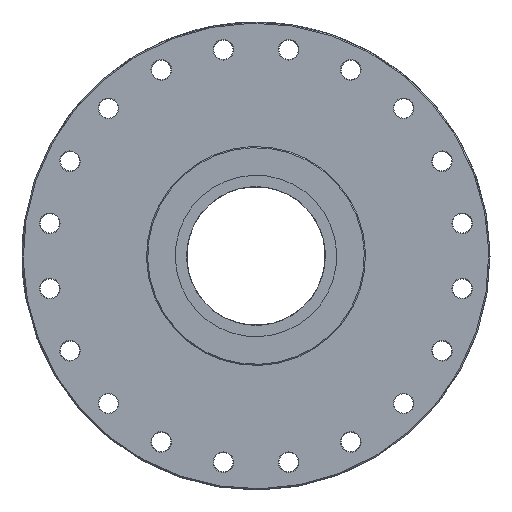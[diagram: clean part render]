
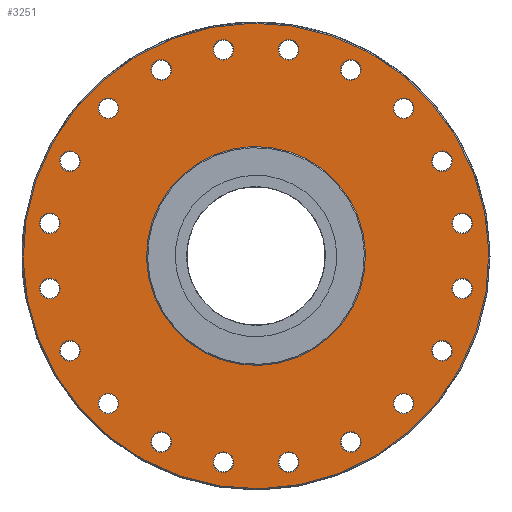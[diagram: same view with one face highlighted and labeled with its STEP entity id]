
A CAD part, front view. The second image highlights one B-rep face of the part: STEP entity #3251.
In plain terms, the highlighted planar face has unit normal (0, -1, 0).
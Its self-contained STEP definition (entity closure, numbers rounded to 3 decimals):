
#233=FACE_BOUND('',#572,.T.);
#234=FACE_BOUND('',#573,.T.);
#235=FACE_BOUND('',#574,.T.);
#236=FACE_BOUND('',#575,.T.);
#237=FACE_BOUND('',#576,.T.);
#238=FACE_BOUND('',#577,.T.);
#239=FACE_BOUND('',#578,.T.);
#240=FACE_BOUND('',#579,.T.);
#241=FACE_BOUND('',#580,.T.);
#242=FACE_BOUND('',#581,.T.);
#243=FACE_BOUND('',#582,.T.);
#244=FACE_BOUND('',#583,.T.);
#245=FACE_BOUND('',#584,.T.);
#246=FACE_BOUND('',#585,.T.);
#247=FACE_BOUND('',#586,.T.);
#248=FACE_BOUND('',#587,.T.);
#249=FACE_BOUND('',#588,.T.);
#250=FACE_BOUND('',#589,.T.);
#251=FACE_BOUND('',#590,.T.);
#252=FACE_BOUND('',#591,.T.);
#253=FACE_BOUND('',#592,.T.);
#291=PLANE('',#3525);
#383=FACE_OUTER_BOUND('',#571,.T.);
#571=EDGE_LOOP('',(#2205));
#572=EDGE_LOOP('',(#2206));
#573=EDGE_LOOP('',(#2207));
#574=EDGE_LOOP('',(#2208));
#575=EDGE_LOOP('',(#2209));
#576=EDGE_LOOP('',(#2210));
#577=EDGE_LOOP('',(#2211));
#578=EDGE_LOOP('',(#2212));
#579=EDGE_LOOP('',(#2213));
#580=EDGE_LOOP('',(#2214));
#581=EDGE_LOOP('',(#2215));
#582=EDGE_LOOP('',(#2216));
#583=EDGE_LOOP('',(#2217));
#584=EDGE_LOOP('',(#2218));
#585=EDGE_LOOP('',(#2219));
#586=EDGE_LOOP('',(#2220));
#587=EDGE_LOOP('',(#2221));
#588=EDGE_LOOP('',(#2222));
#589=EDGE_LOOP('',(#2223));
#590=EDGE_LOOP('',(#2224));
#591=EDGE_LOOP('',(#2225));
#592=EDGE_LOOP('',(#2226));
#1173=CIRCLE('',#3519,31.75);
#1177=CIRCLE('',#3524,101.);
#1178=CIRCLE('',#3526,4.45);
#1179=CIRCLE('',#3527,4.45);
#1180=CIRCLE('',#3528,4.45);
#1181=CIRCLE('',#3529,4.45);
#1182=CIRCLE('',#3530,4.45);
#1183=CIRCLE('',#3531,4.45);
#1184=CIRCLE('',#3532,4.45);
#1185=CIRCLE('',#3533,4.45);
#1186=CIRCLE('',#3534,4.45);
#1187=CIRCLE('',#3535,4.45);
#1188=CIRCLE('',#3536,4.45);
#1189=CIRCLE('',#3537,4.45);
#1190=CIRCLE('',#3538,4.45);
#1191=CIRCLE('',#3539,4.45);
#1192=CIRCLE('',#3540,4.45);
#1193=CIRCLE('',#3541,4.45);
#1194=CIRCLE('',#3542,4.45);
#1195=CIRCLE('',#3543,4.45);
#1196=CIRCLE('',#3544,4.45);
#1197=CIRCLE('',#3545,4.45);
#1356=VERTEX_POINT('',#4673);
#1360=VERTEX_POINT('',#4683);
#1361=VERTEX_POINT('',#4687);
#1362=VERTEX_POINT('',#4689);
#1363=VERTEX_POINT('',#4691);
#1364=VERTEX_POINT('',#4693);
#1365=VERTEX_POINT('',#4695);
#1366=VERTEX_POINT('',#4697);
#1367=VERTEX_POINT('',#4699);
#1368=VERTEX_POINT('',#4701);
#1369=VERTEX_POINT('',#4703);
#1370=VERTEX_POINT('',#4705);
#1371=VERTEX_POINT('',#4707);
#1372=VERTEX_POINT('',#4709);
#1373=VERTEX_POINT('',#4711);
#1374=VERTEX_POINT('',#4713);
#1375=VERTEX_POINT('',#4715);
#1376=VERTEX_POINT('',#4717);
#1377=VERTEX_POINT('',#4719);
#1378=VERTEX_POINT('',#4721);
#1379=VERTEX_POINT('',#4723);
#1380=VERTEX_POINT('',#4725);
#1691=EDGE_CURVE('',#1356,#1356,#1173,.T.);
#1697=EDGE_CURVE('',#1360,#1360,#1177,.T.);
#1698=EDGE_CURVE('',#1361,#1361,#1178,.T.);
#1699=EDGE_CURVE('',#1362,#1362,#1179,.T.);
#1700=EDGE_CURVE('',#1363,#1363,#1180,.T.);
#1701=EDGE_CURVE('',#1364,#1364,#1181,.T.);
#1702=EDGE_CURVE('',#1365,#1365,#1182,.T.);
#1703=EDGE_CURVE('',#1366,#1366,#1183,.T.);
#1704=EDGE_CURVE('',#1367,#1367,#1184,.T.);
#1705=EDGE_CURVE('',#1368,#1368,#1185,.T.);
#1706=EDGE_CURVE('',#1369,#1369,#1186,.T.);
#1707=EDGE_CURVE('',#1370,#1370,#1187,.T.);
#1708=EDGE_CURVE('',#1371,#1371,#1188,.T.);
#1709=EDGE_CURVE('',#1372,#1372,#1189,.T.);
#1710=EDGE_CURVE('',#1373,#1373,#1190,.T.);
#1711=EDGE_CURVE('',#1374,#1374,#1191,.T.);
#1712=EDGE_CURVE('',#1375,#1375,#1192,.T.);
#1713=EDGE_CURVE('',#1376,#1376,#1193,.T.);
#1714=EDGE_CURVE('',#1377,#1377,#1194,.T.);
#1715=EDGE_CURVE('',#1378,#1378,#1195,.T.);
#1716=EDGE_CURVE('',#1379,#1379,#1196,.T.);
#1717=EDGE_CURVE('',#1380,#1380,#1197,.T.);
#2205=ORIENTED_EDGE('',*,*,#1697,.F.);
#2206=ORIENTED_EDGE('',*,*,#1691,.T.);
#2207=ORIENTED_EDGE('',*,*,#1698,.F.);
#2208=ORIENTED_EDGE('',*,*,#1699,.F.);
#2209=ORIENTED_EDGE('',*,*,#1700,.F.);
#2210=ORIENTED_EDGE('',*,*,#1701,.F.);
#2211=ORIENTED_EDGE('',*,*,#1702,.F.);
#2212=ORIENTED_EDGE('',*,*,#1703,.F.);
#2213=ORIENTED_EDGE('',*,*,#1704,.F.);
#2214=ORIENTED_EDGE('',*,*,#1705,.F.);
#2215=ORIENTED_EDGE('',*,*,#1706,.F.);
#2216=ORIENTED_EDGE('',*,*,#1707,.F.);
#2217=ORIENTED_EDGE('',*,*,#1708,.F.);
#2218=ORIENTED_EDGE('',*,*,#1709,.F.);
#2219=ORIENTED_EDGE('',*,*,#1710,.F.);
#2220=ORIENTED_EDGE('',*,*,#1711,.F.);
#2221=ORIENTED_EDGE('',*,*,#1712,.F.);
#2222=ORIENTED_EDGE('',*,*,#1713,.F.);
#2223=ORIENTED_EDGE('',*,*,#1714,.F.);
#2224=ORIENTED_EDGE('',*,*,#1715,.F.);
#2225=ORIENTED_EDGE('',*,*,#1716,.F.);
#2226=ORIENTED_EDGE('',*,*,#1717,.F.);
#3251=ADVANCED_FACE('',(#383,#233,#234,#235,#236,#237,#238,#239,#240,#241,
#242,#243,#244,#245,#246,#247,#248,#249,#250,#251,#252,#253),#291,.T.);
#3519=AXIS2_PLACEMENT_3D('',#4674,#3847,#3848);
#3524=AXIS2_PLACEMENT_3D('',#4685,#3859,#3860);
#3525=AXIS2_PLACEMENT_3D('',#4686,#3861,#3862);
#3526=AXIS2_PLACEMENT_3D('',#4688,#3863,#3864);
#3527=AXIS2_PLACEMENT_3D('',#4690,#3865,#3866);
#3528=AXIS2_PLACEMENT_3D('',#4692,#3867,#3868);
#3529=AXIS2_PLACEMENT_3D('',#4694,#3869,#3870);
#3530=AXIS2_PLACEMENT_3D('',#4696,#3871,#3872);
#3531=AXIS2_PLACEMENT_3D('',#4698,#3873,#3874);
#3532=AXIS2_PLACEMENT_3D('',#4700,#3875,#3876);
#3533=AXIS2_PLACEMENT_3D('',#4702,#3877,#3878);
#3534=AXIS2_PLACEMENT_3D('',#4704,#3879,#3880);
#3535=AXIS2_PLACEMENT_3D('',#4706,#3881,#3882);
#3536=AXIS2_PLACEMENT_3D('',#4708,#3883,#3884);
#3537=AXIS2_PLACEMENT_3D('',#4710,#3885,#3886);
#3538=AXIS2_PLACEMENT_3D('',#4712,#3887,#3888);
#3539=AXIS2_PLACEMENT_3D('',#4714,#3889,#3890);
#3540=AXIS2_PLACEMENT_3D('',#4716,#3891,#3892);
#3541=AXIS2_PLACEMENT_3D('',#4718,#3893,#3894);
#3542=AXIS2_PLACEMENT_3D('',#4720,#3895,#3896);
#3543=AXIS2_PLACEMENT_3D('',#4722,#3897,#3898);
#3544=AXIS2_PLACEMENT_3D('',#4724,#3899,#3900);
#3545=AXIS2_PLACEMENT_3D('',#4726,#3901,#3902);
#3847=DIRECTION('center_axis',(0.,1.,0.));
#3848=DIRECTION('ref_axis',(0.988,0.,0.156));
#3859=DIRECTION('center_axis',(0.,1.,0.));
#3860=DIRECTION('ref_axis',(1.,0.,0.));
#3861=DIRECTION('center_axis',(0.,-1.,0.));
#3862=DIRECTION('ref_axis',(0.,0.,-1.));
#3863=DIRECTION('center_axis',(0.,-1.,0.));
#3864=DIRECTION('ref_axis',(0.951,0.,0.309));
#3865=DIRECTION('center_axis',(0.,-1.,0.));
#3866=DIRECTION('ref_axis',(0.588,0.,0.809));
#3867=DIRECTION('center_axis',(0.,-1.,0.));
#3868=DIRECTION('ref_axis',(0.,0.,1.));
#3869=DIRECTION('center_axis',(0.,-1.,0.));
#3870=DIRECTION('ref_axis',(-0.588,0.,0.809));
#3871=DIRECTION('center_axis',(0.,-1.,0.));
#3872=DIRECTION('ref_axis',(-0.951,0.,0.309));
#3873=DIRECTION('center_axis',(0.,-1.,0.));
#3874=DIRECTION('ref_axis',(-0.951,0.,-0.309));
#3875=DIRECTION('center_axis',(0.,-1.,0.));
#3876=DIRECTION('ref_axis',(-0.588,0.,-0.809));
#3877=DIRECTION('center_axis',(0.,-1.,0.));
#3878=DIRECTION('ref_axis',(0.,0.,-1.));
#3879=DIRECTION('center_axis',(0.,-1.,0.));
#3880=DIRECTION('ref_axis',(0.588,0.,-0.809));
#3881=DIRECTION('center_axis',(0.,-1.,0.));
#3882=DIRECTION('ref_axis',(0.951,0.,-0.309));
#3883=DIRECTION('center_axis',(0.,-1.,0.));
#3884=DIRECTION('ref_axis',(1.,0.,0.));
#3885=DIRECTION('center_axis',(0.,-1.,0.));
#3886=DIRECTION('ref_axis',(0.809,0.,-0.588));
#3887=DIRECTION('center_axis',(0.,-1.,0.));
#3888=DIRECTION('ref_axis',(0.309,0.,-0.951));
#3889=DIRECTION('center_axis',(0.,-1.,0.));
#3890=DIRECTION('ref_axis',(-0.309,0.,-0.951));
#3891=DIRECTION('center_axis',(0.,-1.,0.));
#3892=DIRECTION('ref_axis',(-0.809,0.,-0.588));
#3893=DIRECTION('center_axis',(0.,-1.,0.));
#3894=DIRECTION('ref_axis',(-1.,0.,0.));
#3895=DIRECTION('center_axis',(0.,-1.,0.));
#3896=DIRECTION('ref_axis',(-0.809,0.,0.588));
#3897=DIRECTION('center_axis',(0.,-1.,0.));
#3898=DIRECTION('ref_axis',(-0.309,0.,0.951));
#3899=DIRECTION('center_axis',(0.,-1.,0.));
#3900=DIRECTION('ref_axis',(0.309,0.,0.951));
#3901=DIRECTION('center_axis',(0.,-1.,0.));
#3902=DIRECTION('ref_axis',(0.809,0.,0.588));
#4673=CARTESIAN_POINT('',(-31.359,0.,-4.967));
#4674=CARTESIAN_POINT('Origin',(0.,0.,0.));
#4683=CARTESIAN_POINT('',(-101.,0.,0.));
#4685=CARTESIAN_POINT('Origin',(0.,0.,0.));
#4686=CARTESIAN_POINT('Origin',(-101.5,0.,0.));
#4687=CARTESIAN_POINT('',(23.749,0.,-87.493));
#4688=CARTESIAN_POINT('Origin',(27.981,0.,-86.118));
#4689=CARTESIAN_POINT('',(70.641,0.,-56.824));
#4690=CARTESIAN_POINT('Origin',(73.256,0.,-53.224));
#4691=CARTESIAN_POINT('',(90.55,0.,-4.45));
#4692=CARTESIAN_POINT('Origin',(90.55,0.,0.));
#4693=CARTESIAN_POINT('',(75.872,0.,49.624));
#4694=CARTESIAN_POINT('Origin',(73.256,0.,53.224));
#4695=CARTESIAN_POINT('',(32.214,0.,84.743));
#4696=CARTESIAN_POINT('Origin',(27.981,0.,86.118));
#4697=CARTESIAN_POINT('',(-23.749,0.,87.493));
#4698=CARTESIAN_POINT('Origin',(-27.981,0.,86.118));
#4699=CARTESIAN_POINT('',(-70.641,0.,56.824));
#4700=CARTESIAN_POINT('Origin',(-73.256,0.,53.224));
#4701=CARTESIAN_POINT('',(-90.55,0.,4.45));
#4702=CARTESIAN_POINT('Origin',(-90.55,0.,0.));
#4703=CARTESIAN_POINT('',(-75.872,0.,-49.624));
#4704=CARTESIAN_POINT('Origin',(-73.256,0.,-53.224));
#4705=CARTESIAN_POINT('',(-32.214,0.,-84.743));
#4706=CARTESIAN_POINT('Origin',(-27.981,0.,-86.118));
#4707=CARTESIAN_POINT('',(-4.45,0.,-90.55));
#4708=CARTESIAN_POINT('Origin',(0.,0.,-90.55));
#4709=CARTESIAN_POINT('',(-56.824,0.,-70.641));
#4710=CARTESIAN_POINT('Origin',(-53.224,0.,-73.256));
#4711=CARTESIAN_POINT('',(-87.493,0.,-23.749));
#4712=CARTESIAN_POINT('Origin',(-86.118,0.,-27.981));
#4713=CARTESIAN_POINT('',(-84.743,0.,32.214));
#4714=CARTESIAN_POINT('Origin',(-86.118,0.,27.981));
#4715=CARTESIAN_POINT('',(-49.624,0.,75.872));
#4716=CARTESIAN_POINT('Origin',(-53.224,0.,73.256));
#4717=CARTESIAN_POINT('',(4.45,0.,90.55));
#4718=CARTESIAN_POINT('Origin',(0.,0.,90.55));
#4719=CARTESIAN_POINT('',(56.824,0.,70.641));
#4720=CARTESIAN_POINT('Origin',(53.224,0.,73.256));
#4721=CARTESIAN_POINT('',(87.493,0.,23.749));
#4722=CARTESIAN_POINT('Origin',(86.118,0.,27.981));
#4723=CARTESIAN_POINT('',(84.743,0.,-32.214));
#4724=CARTESIAN_POINT('Origin',(86.118,0.,-27.981));
#4725=CARTESIAN_POINT('',(49.624,0.,-75.872));
#4726=CARTESIAN_POINT('Origin',(53.224,0.,-73.256));
